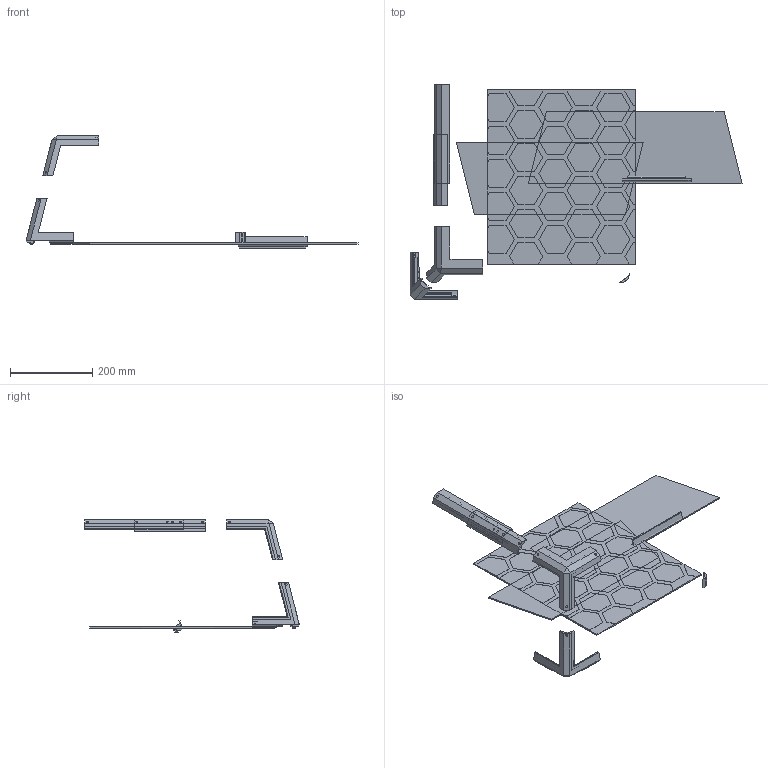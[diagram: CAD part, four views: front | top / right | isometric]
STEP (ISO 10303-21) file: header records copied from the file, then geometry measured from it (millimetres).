
FILE_DESCRIPTION(/* description */ ('STEP AP214'),/* implementation_level */ '2;1');
FILE_NAME(/* name */ '61210d1a6813d10b7106ef26',/* time_stamp */ '2021-08-21T14:26:36+00:00',/* author */ (''),/* organization */ (''),/* preprocessor_version */ 'ST-DEVELOPER v18.1',/* originating_system */ ' ',/* authorisation */ ' ');
FILE_SCHEMA (('AUTOMOTIVE_DESIGN {1 0 10303 214 3 1 1}'));
Length unit declared in the file: metre
Products named in the file (12): Lid-Side-Panel-SIDES; Btm-Back-RIGHT-Corner.V6.20mm; Btm-Back-LEFT-Corner.V6.20mm; Btm-RIGHT-Corner.V6.20mm; Btm-left-Corner.V6.20mm; TOP-Clips-Joiners 8no; Top-Corner.V6.20mm.V2; Top-Bar-F&B 2no; Top-Bar-L&R.HALF 2no; Btm-Bar-SIDES.HALF 4no; Plexi-Top-Cover; Lid-Side-Panel-FRONT
Bounding box: 805.01 x 520.66 x 273.94 mm (x, y, z)
Volume: 1471362.8 mm3; surface area: 821340.5 mm2
Topology: 12 solids, 12 shells, 844 faces, 2263 edges, 1486 vertices
Faces by surface type: plane 800, cylinder 44
Full cylindrical faces by diameter (mm): 4 x1, 4.6 x4, 4.9 x15, 5 x4
Entity records: 25974 total; most frequent: CARTESIAN_POINT 4577, ORIENTED_EDGE 4474, DIRECTION 4042, EDGE_CURVE 2237, LINE 2144, VECTOR 2144, VERTEX_POINT 1484, AXIS2_PLACEMENT_3D 949
